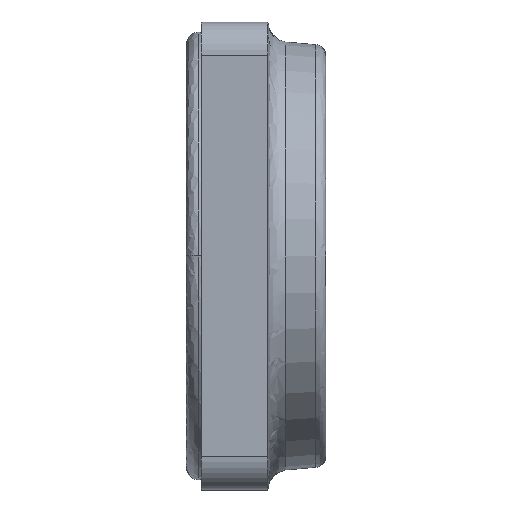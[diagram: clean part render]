
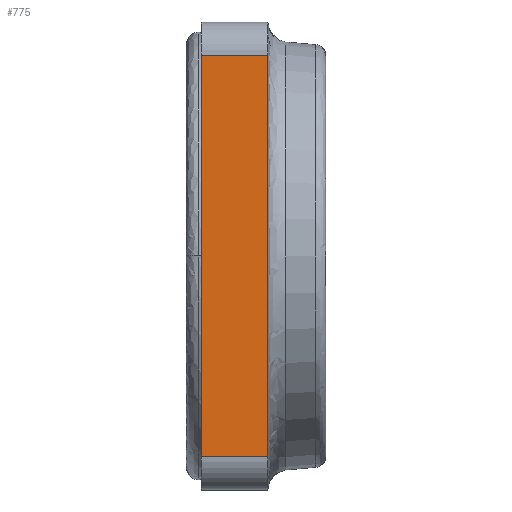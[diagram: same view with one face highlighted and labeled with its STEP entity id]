
A CAD part, left-side view. The second image highlights one B-rep face of the part: STEP entity #775.
In plain terms, the highlighted planar face has unit normal (-1, 0, 0).
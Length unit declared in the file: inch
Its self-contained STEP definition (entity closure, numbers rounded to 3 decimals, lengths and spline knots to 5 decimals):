
#34 = LINE ( 'NONE', #961, #943 ) ;
#79 = VECTOR ( 'NONE', #1190, 39.37008 ) ;
#100 = ORIENTED_EDGE ( 'NONE', *, *, #269, .T. ) ;
#167 = LINE ( 'NONE', #330, #1741 ) ;
#269 = EDGE_CURVE ( 'NONE', #1305, #386, #753, .T. ) ;
#281 = LINE ( 'NONE', #1697, #769 ) ;
#321 = DIRECTION ( 'NONE',  ( 0., 1., 0. ) ) ;
#330 = CARTESIAN_POINT ( 'NONE',  ( -1.312, -0.375, -1.25708 ) ) ;
#386 = VERTEX_POINT ( 'NONE', #1086 ) ;
#563 = EDGE_CURVE ( 'NONE', #1265, #1604, #167, .T. ) ;
#613 = CARTESIAN_POINT ( 'NONE',  ( -1.312, -0.375, 1.1245 ) ) ;
#619 = DIRECTION ( 'NONE',  ( 0., 0., -1. ) ) ;
#625 = DIRECTION ( 'NONE',  ( -1., 0., 0. ) ) ;
#753 = LINE ( 'NONE', #1341, #79 ) ;
#769 = VECTOR ( 'NONE', #920, 39.37008 ) ;
#775 = ADVANCED_FACE ( 'NONE', ( #1386 ), #1536, .T. ) ;
#920 = DIRECTION ( 'NONE',  ( 0., -1., 0. ) ) ;
#943 = VECTOR ( 'NONE', #321, 39.37008 ) ;
#961 = CARTESIAN_POINT ( 'NONE',  ( -1.312, -0.375, 1.1245 ) ) ;
#1086 = CARTESIAN_POINT ( 'NONE',  ( -1.312, 0., -1.1245 ) ) ;
#1114 = DIRECTION ( 'NONE',  ( 0., 0., 1. ) ) ;
#1190 = DIRECTION ( 'NONE',  ( 0., 0., -1. ) ) ;
#1238 = EDGE_CURVE ( 'NONE', #386, #1604, #281, .T. ) ;
#1265 = VERTEX_POINT ( 'NONE', #613 ) ;
#1305 = VERTEX_POINT ( 'NONE', #1314 ) ;
#1314 = CARTESIAN_POINT ( 'NONE',  ( -1.312, 0., 1.1245 ) ) ;
#1341 = CARTESIAN_POINT ( 'NONE',  ( -1.312, 0., -1.25708 ) ) ;
#1386 = FACE_OUTER_BOUND ( 'NONE', #2013, .T. ) ;
#1461 = ORIENTED_EDGE ( 'NONE', *, *, #1622, .T. ) ;
#1465 = AXIS2_PLACEMENT_3D ( 'NONE', #1853, #625, #1114 ) ;
#1485 = ORIENTED_EDGE ( 'NONE', *, *, #563, .F. ) ;
#1487 = ORIENTED_EDGE ( 'NONE', *, *, #1238, .T. ) ;
#1536 = PLANE ( 'NONE',  #1465 ) ;
#1604 = VERTEX_POINT ( 'NONE', #1876 ) ;
#1622 = EDGE_CURVE ( 'NONE', #1265, #1305, #34, .T. ) ;
#1697 = CARTESIAN_POINT ( 'NONE',  ( -1.312, -0.375, -1.1245 ) ) ;
#1741 = VECTOR ( 'NONE', #619, 39.37008 ) ;
#1853 = CARTESIAN_POINT ( 'NONE',  ( -1.312, -0.375, 0. ) ) ;
#1876 = CARTESIAN_POINT ( 'NONE',  ( -1.312, -0.375, -1.1245 ) ) ;
#2013 = EDGE_LOOP ( 'NONE', ( #1485, #1461, #100, #1487 ) ) ;
